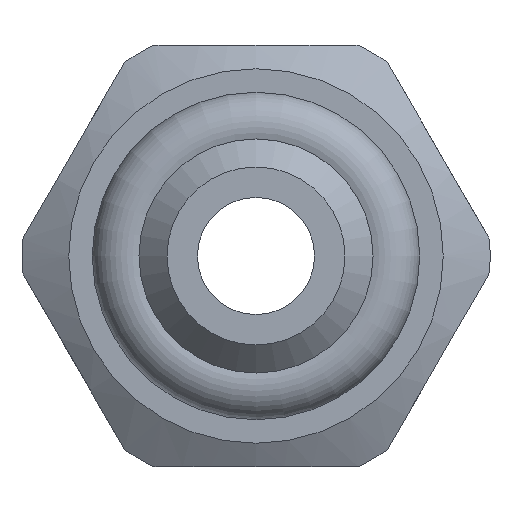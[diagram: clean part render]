
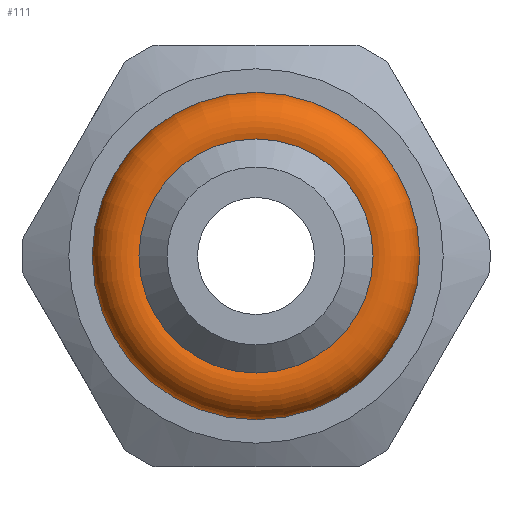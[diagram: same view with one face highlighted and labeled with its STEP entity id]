
A CAD part, front view. The second image highlights one B-rep face of the part: STEP entity #111.
In plain terms, the highlighted toroidal (fillet/blend) face has major radius 2.75 mm and minor radius 0.75 mm.
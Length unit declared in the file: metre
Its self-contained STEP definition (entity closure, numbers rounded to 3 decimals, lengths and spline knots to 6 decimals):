
#111 = ADVANCED_FACE( 'NONE', ( #239, #240 ), #241, .T. );
#239 = FACE_OUTER_BOUND( '', #366, .T. );
#240 = FACE_OUTER_BOUND( '', #367, .T. );
#241 = TOROIDAL_SURFACE( '', #368, 0.00275, 0.00075 );
#366 = EDGE_LOOP( '', ( #598 ) );
#367 = EDGE_LOOP( '', ( #599 ) );
#368 = AXIS2_PLACEMENT_3D( '', #600, #601, #602 );
#598 = ORIENTED_EDGE( '', *, *, #722, .F. );
#599 = ORIENTED_EDGE( '', *, *, #718, .F. );
#600 = CARTESIAN_POINT( '', ( 0., 0.00405, 0. ) );
#601 = DIRECTION( '', ( 0., -1., 0. ) );
#602 = DIRECTION( '', ( 0., 0., -1. ) );
#718 = EDGE_CURVE( 'NONE', #857, #857, #858, .T. );
#722 = EDGE_CURVE( 'NONE', #862, #862, #863, .T. );
#857 = VERTEX_POINT( '', #1073 );
#858 = CIRCLE( '', #1074, 0.003498 );
#862 = VERTEX_POINT( '', #1078 );
#863 = CIRCLE( '', #1079, 0.002002 );
#1073 = CARTESIAN_POINT( '', ( 0., 0.004, -0.003498 ) );
#1074 = AXIS2_PLACEMENT_3D( '', #1191, #1192, #1193 );
#1078 = CARTESIAN_POINT( '', ( 0., 0.004, 0.002002 ) );
#1079 = AXIS2_PLACEMENT_3D( '', #1194, #1195, #1196 );
#1191 = CARTESIAN_POINT( '', ( 0., 0.004, 0. ) );
#1192 = DIRECTION( '', ( 0., 1., 0. ) );
#1193 = DIRECTION( '', ( 0., 0., -1. ) );
#1194 = CARTESIAN_POINT( '', ( 0., 0.004, 0. ) );
#1195 = DIRECTION( '', ( 0., -1., 0. ) );
#1196 = DIRECTION( '', ( 0., 0., 1. ) );
